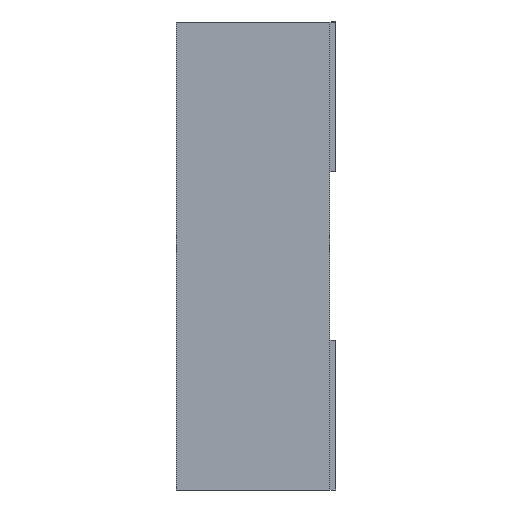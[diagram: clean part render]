
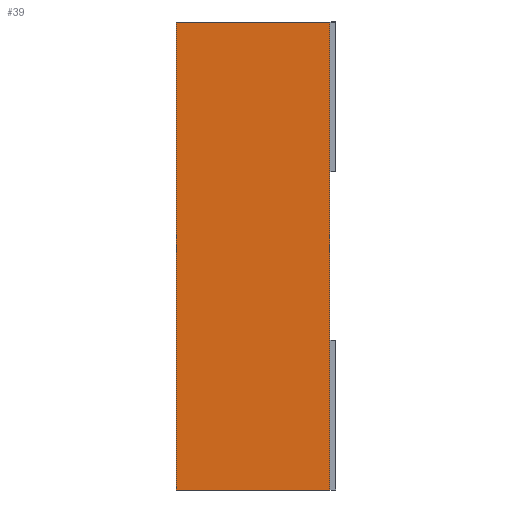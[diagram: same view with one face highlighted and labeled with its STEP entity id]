
A CAD part, left-side view. The second image highlights one B-rep face of the part: STEP entity #39.
In plain terms, the highlighted planar face has unit normal (-1, 0, 0).
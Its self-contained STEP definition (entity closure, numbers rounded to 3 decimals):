
#39 = ADVANCED_FACE ( 'NONE', ( #4177 ), #1444, .F. ) ;
#102 = EDGE_CURVE ( 'NONE', #2654, #2637, #2898, .T. ) ;
#108 = EDGE_CURVE ( 'NONE', #2674, #2691, #2916, .T. ) ;
#114 = EDGE_CURVE ( 'NONE', #2691, #2637, #2942, .T. ) ;
#149 = EDGE_CURVE ( 'NONE', #2674, #2654, #973, .T. ) ;
#308 = CARTESIAN_POINT ( 'NONE',  ( -1.6, -0.41, -1.25 ) ) ;
#318 = CARTESIAN_POINT ( 'NONE',  ( -1.6, 0.41, -1.25 ) ) ;
#331 = CARTESIAN_POINT ( 'NONE',  ( -1.6, 0.41, 1.25 ) ) ;
#342 = CARTESIAN_POINT ( 'NONE',  ( -1.6, -0.41, 1.25 ) ) ;
#973 = LINE ( 'NONE', #974, #3701 ) ;
#974 = CARTESIAN_POINT ( 'NONE',  ( -1.6, 0.41, 1.25 ) ) ;
#975 = DIRECTION ( 'NONE',  ( 0., 0., -1. ) ) ;
#1304 = VECTOR ( 'NONE', #2900, 1000. ) ;
#1319 = VECTOR ( 'NONE', #2918, 1000. ) ;
#1325 = VECTOR ( 'NONE', #2944, 1000. ) ;
#1444 = PLANE ( 'NONE',  #4207 ) ;
#1459 = CARTESIAN_POINT ( 'NONE',  ( -1.6, -0.41, 1.25 ) ) ;
#1463 = DIRECTION ( 'NONE',  ( 0., 0., -1. ) ) ;
#1475 = DIRECTION ( 'NONE',  ( 1., 0., 0. ) ) ;
#2637 = VERTEX_POINT ( 'NONE', #308 ) ;
#2654 = VERTEX_POINT ( 'NONE', #318 ) ;
#2674 = VERTEX_POINT ( 'NONE', #331 ) ;
#2678 = EDGE_LOOP ( 'NONE', ( #3587, #3631, #3651, #3638 ) ) ;
#2691 = VERTEX_POINT ( 'NONE', #342 ) ;
#2898 = LINE ( 'NONE', #2899, #1304 ) ;
#2899 = CARTESIAN_POINT ( 'NONE',  ( -1.6, -0.41, -1.25 ) ) ;
#2900 = DIRECTION ( 'NONE',  ( 0., -1., 0. ) ) ;
#2916 = LINE ( 'NONE', #2917, #1319 ) ;
#2917 = CARTESIAN_POINT ( 'NONE',  ( -1.6, -0.41, 1.25 ) ) ;
#2918 = DIRECTION ( 'NONE',  ( 0., -1., 0. ) ) ;
#2942 = LINE ( 'NONE', #2943, #1325 ) ;
#2943 = CARTESIAN_POINT ( 'NONE',  ( -1.6, -0.41, 1.25 ) ) ;
#2944 = DIRECTION ( 'NONE',  ( 0., 0., -1. ) ) ;
#3587 = ORIENTED_EDGE ( 'NONE', *, *, #102, .T. ) ;
#3631 = ORIENTED_EDGE ( 'NONE', *, *, #114, .F. ) ;
#3638 = ORIENTED_EDGE ( 'NONE', *, *, #149, .T. ) ;
#3651 = ORIENTED_EDGE ( 'NONE', *, *, #108, .F. ) ;
#3701 = VECTOR ( 'NONE', #975, 1000. ) ;
#4177 = FACE_OUTER_BOUND ( 'NONE', #2678, .T. ) ;
#4207 = AXIS2_PLACEMENT_3D ( 'NONE', #1459, #1475, #1463 ) ;
